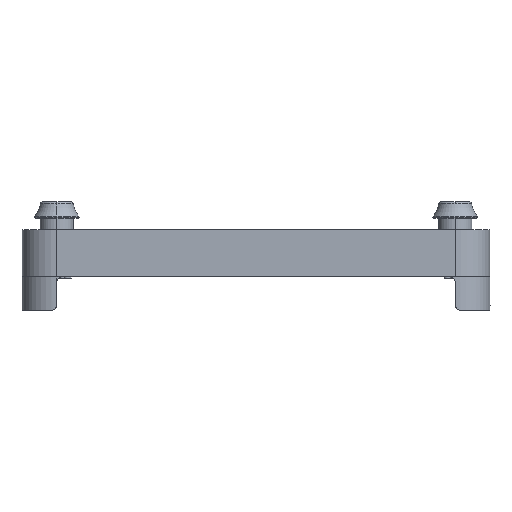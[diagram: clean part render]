
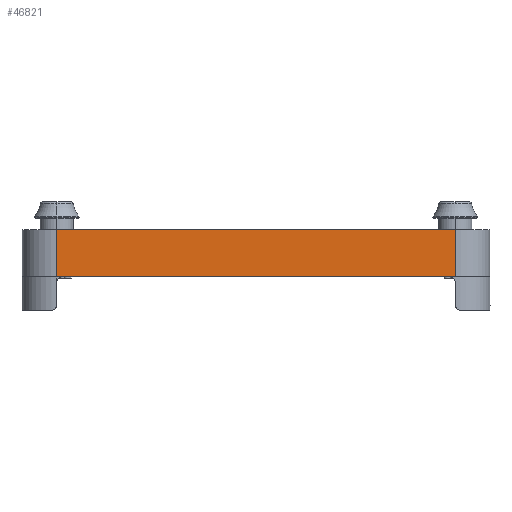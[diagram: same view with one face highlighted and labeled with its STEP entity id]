
A CAD part, left-side view. The second image highlights one B-rep face of the part: STEP entity #46821.
In plain terms, the highlighted planar face has unit normal (-1, 0, 0).
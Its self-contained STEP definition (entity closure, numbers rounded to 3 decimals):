
#1242=CARTESIAN_POINT('',(-42.0,35.715,-2.0));
#1243=VERTEX_POINT('',#1242);
#5733=CARTESIAN_POINT('',(-42.0,-35.715,-2.0));
#5734=VERTEX_POINT('',#5733);
#5742=CARTESIAN_POINT('',(-42.0,-35.715,-2.0));
#5743=DIRECTION('',(0.0,1.0,0.0));
#5744=VECTOR('',#5743,71.429);
#5745=LINE('',#5742,#5744);
#5746=EDGE_CURVE('',#5734,#1243,#5745,.T.);
#44908=CARTESIAN_POINT('',(-42.,-35.75,-2.0));
#44909=VERTEX_POINT('',#44908);
#44917=CARTESIAN_POINT('',(-42.,-35.75,-2.0));
#44918=DIRECTION('',(0.,1.0,0.0));
#44919=VECTOR('',#44918,0.035);
#44920=LINE('',#44917,#44919);
#44921=EDGE_CURVE('',#44909,#5734,#44920,.T.);
#45182=CARTESIAN_POINT('',(-42.,35.75,-2.0));
#45183=VERTEX_POINT('',#45182);
#45201=CARTESIAN_POINT('',(-42.0,35.715,-2.0));
#45202=DIRECTION('',(0.,1.0,0.0));
#45203=VECTOR('',#45202,0.035);
#45204=LINE('',#45201,#45203);
#45205=EDGE_CURVE('',#1243,#45183,#45204,.T.);
#46789=CARTESIAN_POINT('',(-42.,-35.75,-2.0));
#46790=DIRECTION('',(-1.0,0.0,0.0));
#46791=DIRECTION('',(0.0,0.0,1.0));
#46792=AXIS2_PLACEMENT_3D('',#46789,#46790,#46791);
#46793=PLANE('',#46792);
#46794=CARTESIAN_POINT('',(-42.,-35.75,6.5));
#46795=VERTEX_POINT('',#46794);
#46796=CARTESIAN_POINT('',(-42.,-35.75,-2.0));
#46797=DIRECTION('',(0.0,0.0,1.0));
#46798=VECTOR('',#46797,8.5);
#46799=LINE('',#46796,#46798);
#46800=EDGE_CURVE('',#44909,#46795,#46799,.T.);
#46801=ORIENTED_EDGE('',*,*,#46800,.T.);
#46802=CARTESIAN_POINT('',(-42.,35.75,6.5));
#46803=VERTEX_POINT('',#46802);
#46804=CARTESIAN_POINT('',(-42.,-35.75,6.5));
#46805=DIRECTION('',(0.0,1.0,0.0));
#46806=VECTOR('',#46805,71.5);
#46807=LINE('',#46804,#46806);
#46808=EDGE_CURVE('',#46795,#46803,#46807,.T.);
#46809=ORIENTED_EDGE('',*,*,#46808,.T.);
#46810=CARTESIAN_POINT('',(-42.,35.75,-2.0));
#46811=DIRECTION('',(0.0,0.0,1.0));
#46812=VECTOR('',#46811,8.5);
#46813=LINE('',#46810,#46812);
#46814=EDGE_CURVE('',#45183,#46803,#46813,.T.);
#46815=ORIENTED_EDGE('',*,*,#46814,.F.);
#46816=ORIENTED_EDGE('',*,*,#45205,.F.);
#46817=ORIENTED_EDGE('',*,*,#5746,.F.);
#46818=ORIENTED_EDGE('',*,*,#44921,.F.);
#46819=EDGE_LOOP('',(#46801,#46809,#46815,#46816,#46817,#46818));
#46820=FACE_OUTER_BOUND('',#46819,.T.);
#46821=ADVANCED_FACE('',(#46820),#46793,.T.);
